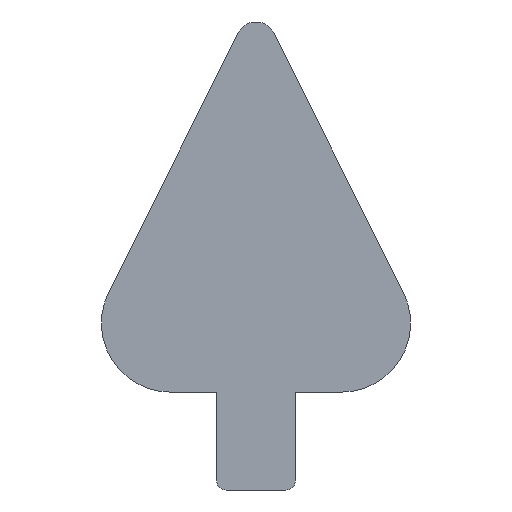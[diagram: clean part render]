
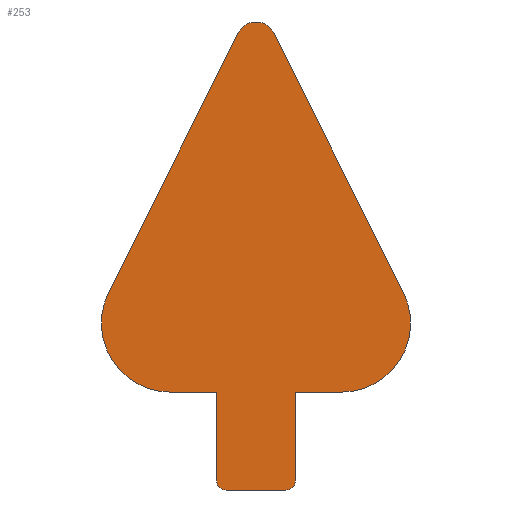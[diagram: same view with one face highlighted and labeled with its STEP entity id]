
A CAD part, left-side view. The second image highlights one B-rep face of the part: STEP entity #253.
In plain terms, the highlighted planar face has unit normal (-1, 0, 0).
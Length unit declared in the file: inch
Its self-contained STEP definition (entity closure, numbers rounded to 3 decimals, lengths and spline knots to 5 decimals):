
#16=PLANE('',#289);
#26=FACE_OUTER_BOUND('',#40,.T.);
#40=EDGE_LOOP('',(#182,#183,#184,#185,#186,#187,#188,#189,#190,#191,#192,
#193));
#54=LINE('',#397,#80);
#57=LINE('',#403,#83);
#58=LINE('',#405,#84);
#59=LINE('',#409,#85);
#60=LINE('',#413,#86);
#61=LINE('',#415,#87);
#62=LINE('',#419,#88);
#80=VECTOR('',#321,0.3937);
#83=VECTOR('',#326,0.3937);
#84=VECTOR('',#327,0.3937);
#85=VECTOR('',#330,0.3937);
#86=VECTOR('',#333,0.3937);
#87=VECTOR('',#334,0.3937);
#88=VECTOR('',#337,0.3937);
#105=CIRCLE('',#287,0.4375);
#106=CIRCLE('',#290,0.06);
#107=CIRCLE('',#291,0.06);
#108=CIRCLE('',#292,0.4375);
#109=CIRCLE('',#293,0.125);
#116=VERTEX_POINT('',#390);
#117=VERTEX_POINT('',#392);
#118=VERTEX_POINT('',#396);
#120=VERTEX_POINT('',#402);
#121=VERTEX_POINT('',#404);
#122=VERTEX_POINT('',#406);
#123=VERTEX_POINT('',#408);
#124=VERTEX_POINT('',#410);
#125=VERTEX_POINT('',#412);
#126=VERTEX_POINT('',#414);
#127=VERTEX_POINT('',#416);
#128=VERTEX_POINT('',#418);
#140=EDGE_CURVE('',#116,#117,#105,.T.);
#142=EDGE_CURVE('',#117,#118,#54,.T.);
#145=EDGE_CURVE('',#120,#116,#57,.T.);
#146=EDGE_CURVE('',#121,#120,#58,.T.);
#147=EDGE_CURVE('',#122,#121,#106,.T.);
#148=EDGE_CURVE('',#123,#122,#59,.T.);
#149=EDGE_CURVE('',#124,#123,#107,.T.);
#150=EDGE_CURVE('',#125,#124,#60,.T.);
#151=EDGE_CURVE('',#126,#125,#61,.T.);
#152=EDGE_CURVE('',#127,#126,#108,.T.);
#153=EDGE_CURVE('',#128,#127,#62,.T.);
#154=EDGE_CURVE('',#118,#128,#109,.T.);
#182=ORIENTED_EDGE('',*,*,#140,.F.);
#183=ORIENTED_EDGE('',*,*,#145,.F.);
#184=ORIENTED_EDGE('',*,*,#146,.F.);
#185=ORIENTED_EDGE('',*,*,#147,.F.);
#186=ORIENTED_EDGE('',*,*,#148,.F.);
#187=ORIENTED_EDGE('',*,*,#149,.F.);
#188=ORIENTED_EDGE('',*,*,#150,.F.);
#189=ORIENTED_EDGE('',*,*,#151,.F.);
#190=ORIENTED_EDGE('',*,*,#152,.F.);
#191=ORIENTED_EDGE('',*,*,#153,.F.);
#192=ORIENTED_EDGE('',*,*,#154,.F.);
#193=ORIENTED_EDGE('',*,*,#142,.F.);
#253=ADVANCED_FACE('',(#26),#16,.T.);
#287=AXIS2_PLACEMENT_3D('',#393,#316,#317);
#289=AXIS2_PLACEMENT_3D('',#401,#324,#325);
#290=AXIS2_PLACEMENT_3D('',#407,#328,#329);
#291=AXIS2_PLACEMENT_3D('',#411,#331,#332);
#292=AXIS2_PLACEMENT_3D('',#417,#335,#336);
#293=AXIS2_PLACEMENT_3D('',#420,#338,#339);
#316=DIRECTION('center_axis',(1.,0.,0.));
#317=DIRECTION('ref_axis',(0.,0.894,0.447));
#321=DIRECTION('',(0.,-0.447,0.894));
#324=DIRECTION('center_axis',(-1.,0.,0.));
#325=DIRECTION('ref_axis',(0.,0.,1.));
#326=DIRECTION('',(0.,1.,0.));
#327=DIRECTION('',(0.,0.,1.));
#328=DIRECTION('center_axis',(1.,0.,0.));
#329=DIRECTION('ref_axis',(0.,0.707,-0.707));
#330=DIRECTION('',(0.,1.,0.));
#331=DIRECTION('center_axis',(1.,0.,0.));
#332=DIRECTION('ref_axis',(0.,-0.707,-0.707));
#333=DIRECTION('',(0.,0.,-1.));
#334=DIRECTION('',(0.,1.,0.));
#335=DIRECTION('center_axis',(1.,0.,0.));
#336=DIRECTION('ref_axis',(0.,0.,-1.));
#337=DIRECTION('',(0.,-0.447,-0.894));
#338=DIRECTION('center_axis',(1.,0.,0.));
#339=DIRECTION('ref_axis',(0.,0.,1.));
#390=CARTESIAN_POINT('',(-0.625,0.79211,1.58));
#392=CARTESIAN_POINT('',(-0.625,1.18342,2.21316));
#393=CARTESIAN_POINT('Origin',(-0.625,0.79211,2.0175));
#396=CARTESIAN_POINT('',(-0.625,0.3618,3.85639));
#397=CARTESIAN_POINT('',(-0.625,0.45,3.68));
#401=CARTESIAN_POINT('Origin',(-0.625,0.25,1.68034));
#402=CARTESIAN_POINT('',(-0.625,0.5,1.58));
#403=CARTESIAN_POINT('',(-0.625,0.75,1.58));
#404=CARTESIAN_POINT('',(-0.625,0.5,1.02));
#405=CARTESIAN_POINT('',(-0.625,0.5,0.84017));
#406=CARTESIAN_POINT('',(-0.625,0.44,0.96));
#407=CARTESIAN_POINT('Origin',(-0.625,0.44,1.02));
#408=CARTESIAN_POINT('',(-0.625,0.06,0.96));
#409=CARTESIAN_POINT('',(-0.625,0.125,0.96));
#410=CARTESIAN_POINT('',(-0.625,0.,1.02));
#411=CARTESIAN_POINT('Origin',(-0.625,0.06,1.02));
#412=CARTESIAN_POINT('',(-0.625,0.,1.58));
#413=CARTESIAN_POINT('',(-0.625,0.,0.84017));
#414=CARTESIAN_POINT('',(-0.625,-0.29211,1.58));
#415=CARTESIAN_POINT('',(-0.625,0.75,1.58));
#416=CARTESIAN_POINT('',(-0.625,-0.68342,2.21316));
#417=CARTESIAN_POINT('Origin',(-0.625,-0.29211,2.0175));
#418=CARTESIAN_POINT('',(-0.625,0.1382,3.85639));
#419=CARTESIAN_POINT('',(-0.625,-0.45,2.68));
#420=CARTESIAN_POINT('Origin',(-0.625,0.25,3.80049));
